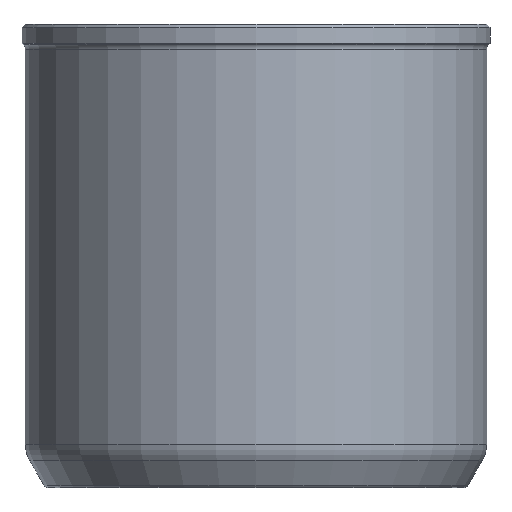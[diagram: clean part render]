
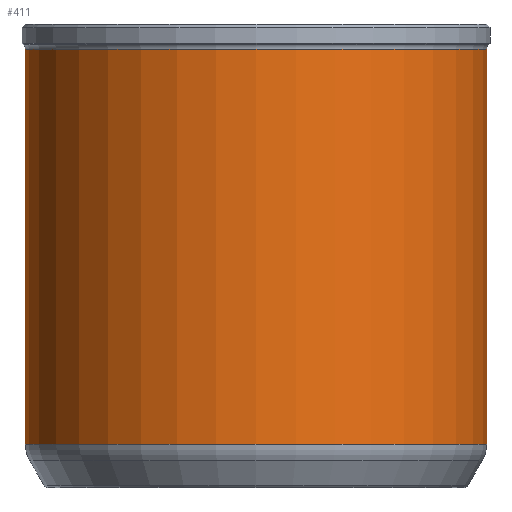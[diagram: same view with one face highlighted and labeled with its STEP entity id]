
A CAD part, front view. The second image highlights one B-rep face of the part: STEP entity #411.
In plain terms, the highlighted cylindrical face has radius 14 mm (diameter 28 mm), a full revolution.
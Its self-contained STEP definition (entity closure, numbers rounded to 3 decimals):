
#28=CYLINDRICAL_SURFACE('',#452,14.);
#47=ORIENTED_EDGE('',*,*,#103,.T.);
#48=ORIENTED_EDGE('',*,*,#104,.F.);
#103=EDGE_CURVE('',#131,#131,#159,.F.);
#104=EDGE_CURVE('',#132,#132,#160,.T.);
#131=VERTEX_POINT('',#633);
#132=VERTEX_POINT('',#635);
#159=CIRCLE('',#453,14.);
#160=CIRCLE('',#454,14.);
#187=EDGE_LOOP('',(#47));
#188=EDGE_LOOP('',(#48));
#243=FACE_BOUND('',#187,.T.);
#244=FACE_BOUND('',#188,.T.);
#411=ADVANCED_FACE('',(#243,#244),#28,.T.);
#452=AXIS2_PLACEMENT_3D('',#631,#522,#523);
#453=AXIS2_PLACEMENT_3D('',#632,#524,#525);
#454=AXIS2_PLACEMENT_3D('',#634,#526,#527);
#522=DIRECTION('',(0.,0.,1.));
#523=DIRECTION('',(1.,0.,0.));
#524=DIRECTION('',(0.,0.,-1.));
#525=DIRECTION('',(-1.,0.,0.));
#526=DIRECTION('',(0.,0.,1.));
#527=DIRECTION('',(1.,0.,0.));
#631=CARTESIAN_POINT('',(0.,0.,60.));
#632=CARTESIAN_POINT('',(0.,0.,2.636));
#633=CARTESIAN_POINT('',(-14.,0.,2.636));
#634=CARTESIAN_POINT('',(0.,0.,26.6));
#635=CARTESIAN_POINT('',(14.,0.,26.6));
